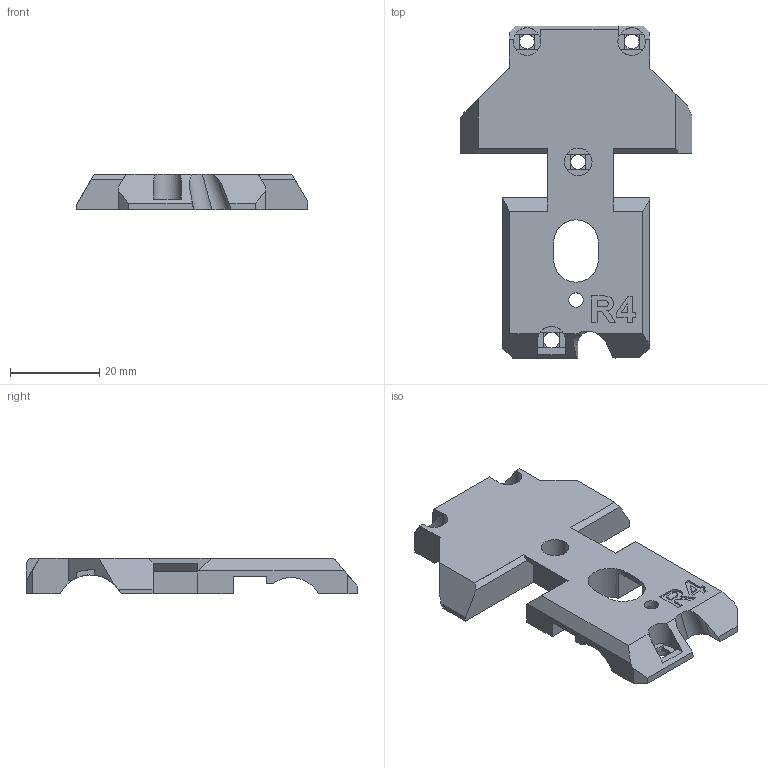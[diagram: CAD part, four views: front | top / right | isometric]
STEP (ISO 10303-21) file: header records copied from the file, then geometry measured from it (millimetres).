
FILE_DESCRIPTION(('FreeCAD Model'),'2;1');
FILE_NAME('Open CASCADE Shape Model','2025-05-31T17:24:22',(''),(''), 'Open CASCADE STEP processor 7.8','FreeCAD','Unknown');
FILE_SCHEMA(('AUTOMOTIVE_DESIGN { 1 0 10303 214 1 1 1 1 }'));
Length unit declared in the file: millimetre
Products named in the file (1): Back
Bounding box: 52 x 74.5 x 8 mm (x, y, z)
Volume: 12762.9 mm3; surface area: 8042.4 mm2
Topology: 1 solids, 4 shells, 212 faces, 599 edges, 399 vertices
Faces by surface type: plane 176, cylinder 29, bspline 7
Entity records: 7277 total; most frequent: CARTESIAN_POINT 1787, ORIENTED_EDGE 1198, DIRECTION 1049, EDGE_CURVE 599, LINE 475, VECTOR 475, VERTEX_POINT 399, AXIS2_PLACEMENT_3D 287
